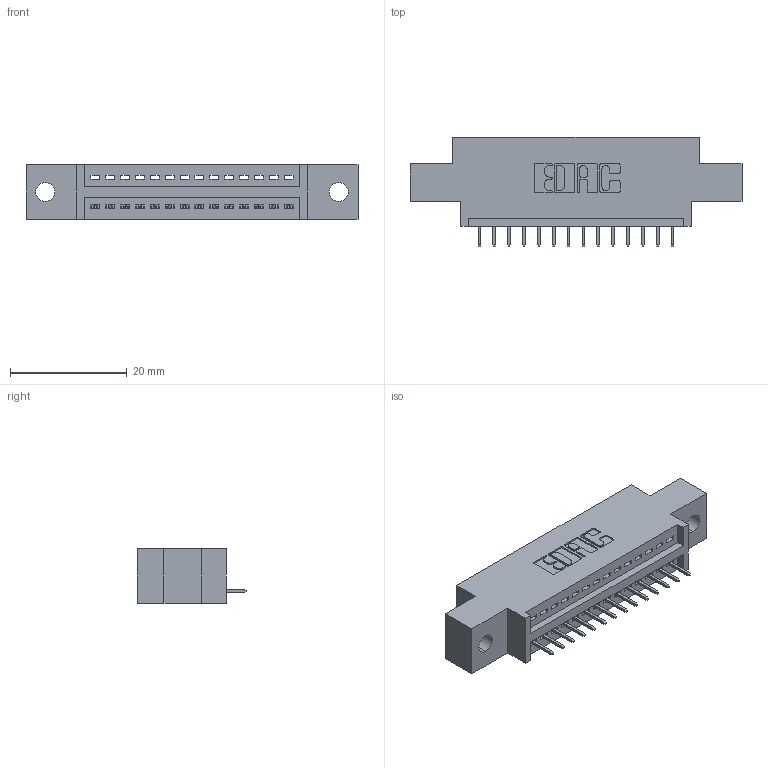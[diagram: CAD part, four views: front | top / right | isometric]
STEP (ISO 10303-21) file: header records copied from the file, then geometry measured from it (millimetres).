
FILE_DESCRIPTION (( 'STEP AP203' ), '1' );
FILE_NAME ('395-014-525-602.STEP', '2020-09-23T08:34:26', ( '' ), ( '' ), 'SwSTEP 2.0', 'SolidWorks 2020', '' );
FILE_SCHEMA (( 'CONFIG_CONTROL_DESIGN' ));
Length unit declared in the file: inch
Products named in the file (3): 345-292-001_345-293-125; 345 Part_0.170 Offset - 0.128 Dia; 395-014-525-602
Assembly tree (15 placements, depth 2):
  395-014-525-602
    345 Part_0.170 Offset - 0.128 Dia
    345-292-001_345-293-125  x14
Bounding box: 56.77 x 18.72 x 9.4 mm (x, y, z)
Volume: 4955.4 mm3; surface area: 5869.1 mm2
Topology: 15 solids, 15 shells, 998 faces, 2873 edges, 1858 vertices
Faces by surface type: plane 728, cylinder 270
Entity records: 14515 total; most frequent: CARTESIAN_POINT 2522, ORIENTED_EDGE 2470, DIRECTION 2243, EDGE_CURVE 1235, LINE 1051, VECTOR 1051, VERTEX_POINT 818, AXIS2_PLACEMENT_3D 596
